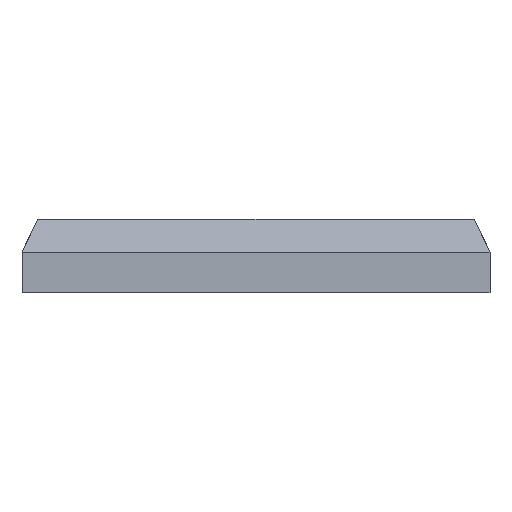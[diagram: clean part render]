
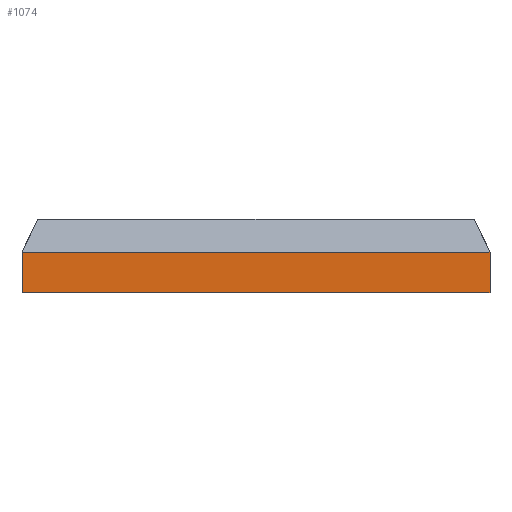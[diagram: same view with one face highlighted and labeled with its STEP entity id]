
A CAD part, front view. The second image highlights one B-rep face of the part: STEP entity #1074.
In plain terms, the highlighted planar face has unit normal (0, -1, 0).
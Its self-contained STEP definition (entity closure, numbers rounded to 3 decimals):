
#12 = VECTOR ( 'NONE', #180, 1000. ) ;
#25 = CARTESIAN_POINT ( 'NONE',  ( 30.1, -63.949, -6.5 ) ) ;
#26 = DIRECTION ( 'NONE',  ( 0., 0., -1. ) ) ;
#66 = PLANE ( 'NONE',  #1546 ) ;
#121 = CARTESIAN_POINT ( 'NONE',  ( -25.1, -63.949, -1.289 ) ) ;
#180 = DIRECTION ( 'NONE',  ( 0., 0., 1. ) ) ;
#403 = EDGE_CURVE ( 'NONE', #949, #930, #942, .T. ) ;
#432 = CARTESIAN_POINT ( 'NONE',  ( -30.1, -63.949, -6.5 ) ) ;
#502 = DIRECTION ( 'NONE',  ( -1., 0., 0. ) ) ;
#504 = CARTESIAN_POINT ( 'NONE',  ( 30.1, -63.949, -6.5 ) ) ;
#543 = VERTEX_POINT ( 'NONE', #432 ) ;
#555 = DIRECTION ( 'NONE',  ( 1., 0., 0. ) ) ;
#583 = EDGE_CURVE ( 'NONE', #543, #613, #1288, .T. ) ;
#595 = ORIENTED_EDGE ( 'NONE', *, *, #583, .F. ) ;
#613 = VERTEX_POINT ( 'NONE', #933 ) ;
#661 = CARTESIAN_POINT ( 'NONE',  ( 30.1, -63.949, -1.289 ) ) ;
#684 = DIRECTION ( 'NONE',  ( 0., 0., -1. ) ) ;
#707 = VECTOR ( 'NONE', #502, 1000. ) ;
#714 = ORIENTED_EDGE ( 'NONE', *, *, #855, .T. ) ;
#781 = CARTESIAN_POINT ( 'NONE',  ( -30.1, -63.949, -6.5 ) ) ;
#793 = LINE ( 'NONE', #1400, #1198 ) ;
#855 = EDGE_CURVE ( 'NONE', #949, #613, #1167, .T. ) ;
#930 = VERTEX_POINT ( 'NONE', #25 ) ;
#933 = CARTESIAN_POINT ( 'NONE',  ( -30.1, -63.949, -1.289 ) ) ;
#942 = LINE ( 'NONE', #504, #1202 ) ;
#949 = VERTEX_POINT ( 'NONE', #661 ) ;
#1074 = ADVANCED_FACE ( 'NONE', ( #1531 ), #66, .T. ) ;
#1098 = EDGE_CURVE ( 'NONE', #543, #930, #793, .T. ) ;
#1140 = DIRECTION ( 'NONE',  ( 0., -1., 0. ) ) ;
#1148 = CARTESIAN_POINT ( 'NONE',  ( -25.1, -63.949, -6.5 ) ) ;
#1167 = LINE ( 'NONE', #121, #707 ) ;
#1198 = VECTOR ( 'NONE', #555, 1000. ) ;
#1202 = VECTOR ( 'NONE', #26, 1000. ) ;
#1288 = LINE ( 'NONE', #781, #12 ) ;
#1374 = ORIENTED_EDGE ( 'NONE', *, *, #1098, .T. ) ;
#1397 = EDGE_LOOP ( 'NONE', ( #1434, #714, #595, #1374 ) ) ;
#1400 = CARTESIAN_POINT ( 'NONE',  ( -25.1, -63.949, -6.5 ) ) ;
#1434 = ORIENTED_EDGE ( 'NONE', *, *, #403, .F. ) ;
#1531 = FACE_OUTER_BOUND ( 'NONE', #1397, .T. ) ;
#1546 = AXIS2_PLACEMENT_3D ( 'NONE', #1148, #1140, #684 ) ;
